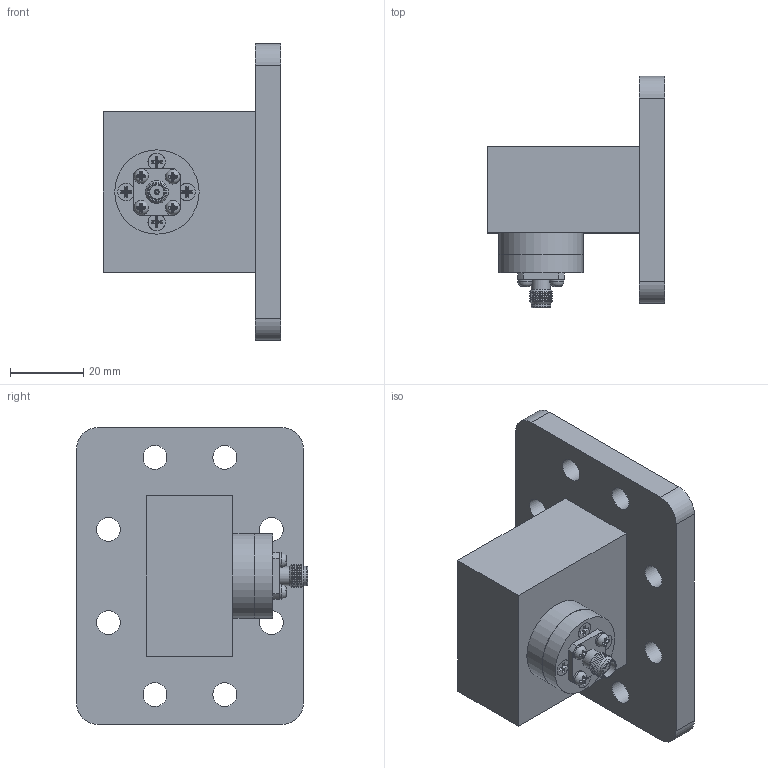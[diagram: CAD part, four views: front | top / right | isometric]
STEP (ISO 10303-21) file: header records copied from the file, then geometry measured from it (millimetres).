
FILE_DESCRIPTION (( 'STEP AP214' ), '1' );
FILE_NAME ('PEWCA1085_3D.STEP', '2020-05-20T13:26:39', ( '' ), ( '' ), 'SwSTEP 2.0', 'SolidWorks 2018', '' );
FILE_SCHEMA (( 'AUTOMOTIVE_DESIGN' ));
Length unit declared in the file: inch
Products named in the file (1): PEWCA1085_3D
Bounding box: 48.5 x 63.03 x 80.99 mm (x, y, z)
Volume: 42578.9 mm3; surface area: 24984 mm2
Topology: 1 solids, 5 shells, 213 faces, 526 edges, 338 vertices
Faces by surface type: plane 151, cylinder 37, cone 20, torus 5
Full cylindrical faces by diameter (mm): 1 x1, 1.259 x4, 1.3 x1, 3.974 x4, 4.3 x1, 4.6 x1, 4.671 x4, 5.257 x1, 5.338 x1, 6.492 x8, 22.926 x1, 22.992 x2
Entity records: 6002 total; most frequent: CARTESIAN_POINT 1204, DIRECTION 944, ORIENTED_EDGE 916, EDGE_CURVE 458, VERTEX_POINT 324, AXIS2_PLACEMENT_3D 320, VECTOR 304, LINE 304
